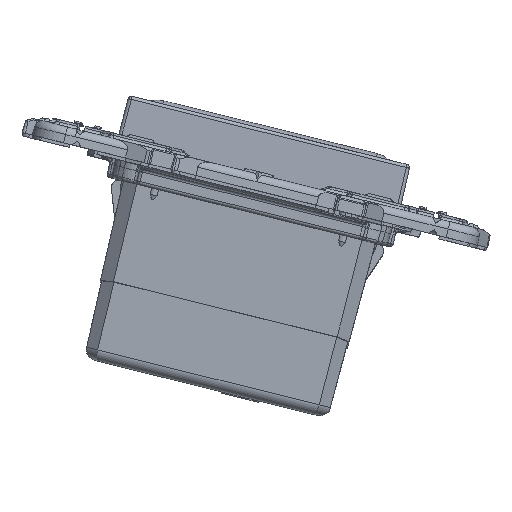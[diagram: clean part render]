
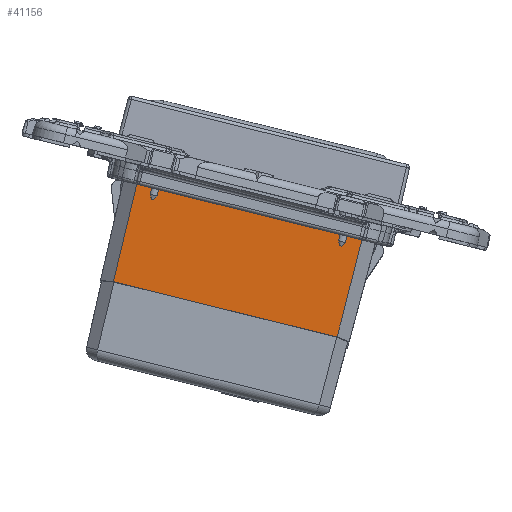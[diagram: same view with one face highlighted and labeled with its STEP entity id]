
A CAD part, left-side view. The second image highlights one B-rep face of the part: STEP entity #41156.
In plain terms, the highlighted face is planar.
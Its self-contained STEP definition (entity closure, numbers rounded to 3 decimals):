
#41125=AXIS2_PLACEMENT_3D('Plane Axis2P3D',#41122,#41123,#41124) ;
#32358=CARTESIAN_POINT('Control Point',(14.445,20.054,-5.5)) ;
#32359=CARTESIAN_POINT('Control Point',(14.526,20.051,-5.67)) ;
#32360=CARTESIAN_POINT('Control Point',(14.59,20.049,-5.792)) ;
#32361=CARTESIAN_POINT('Control Point',(14.644,20.047,-5.887)) ;
#32362=CARTESIAN_POINT('Control Point',(14.757,20.044,-6.06)) ;
#32363=CARTESIAN_POINT('Control Point',(14.846,20.043,-6.151)) ;
#32364=CARTESIAN_POINT('Control Point',(14.892,20.042,-6.185)) ;
#32365=CARTESIAN_POINT('Control Point',(14.981,20.041,-6.223)) ;
#32366=CARTESIAN_POINT('Control Point',(15.069,20.042,-6.204)) ;
#32367=CARTESIAN_POINT('Control Point',(15.114,20.042,-6.181)) ;
#32368=CARTESIAN_POINT('Control Point',(15.206,20.043,-6.106)) ;
#32369=CARTESIAN_POINT('Control Point',(15.32,20.046,-5.947)) ;
#32370=CARTESIAN_POINT('Control Point',(15.383,20.048,-5.844)) ;
#32371=CARTESIAN_POINT('Control Point',(15.456,20.05,-5.708)) ;
#32372=CARTESIAN_POINT('Control Point',(15.555,20.054,-5.5)) ;
#32373=CARTESIAN_POINT('Vertex',(14.445,20.054,-5.5)) ;
#32375=CARTESIAN_POINT('Vertex',(15.555,20.054,-5.5)) ;
#32394=CARTESIAN_POINT('Control Point',(14.537,20.14,-0.59)) ;
#32395=CARTESIAN_POINT('Control Point',(14.5,20.111,-2.226)) ;
#32396=CARTESIAN_POINT('Control Point',(14.471,20.083,-3.863)) ;
#32397=CARTESIAN_POINT('Control Point',(14.445,20.054,-5.5)) ;
#32398=CARTESIAN_POINT('Vertex',(14.537,20.14,-0.59)) ;
#32417=CARTESIAN_POINT('Vertex',(15.463,20.14,-0.59)) ;
#32421=CARTESIAN_POINT('Control Point',(15.463,20.14,-0.59)) ;
#32422=CARTESIAN_POINT('Control Point',(15.5,20.111,-2.226)) ;
#32423=CARTESIAN_POINT('Control Point',(15.529,20.083,-3.863)) ;
#32424=CARTESIAN_POINT('Control Point',(15.555,20.054,-5.5)) ;
#32439=CARTESIAN_POINT('Control Point',(-15.555,20.054,-5.5)) ;
#32440=CARTESIAN_POINT('Control Point',(-15.474,20.051,-5.67)) ;
#32441=CARTESIAN_POINT('Control Point',(-15.41,20.049,-5.792)) ;
#32442=CARTESIAN_POINT('Control Point',(-15.356,20.047,-5.887)) ;
#32443=CARTESIAN_POINT('Control Point',(-15.243,20.044,-6.06)) ;
#32444=CARTESIAN_POINT('Control Point',(-15.154,20.043,-6.151)) ;
#32445=CARTESIAN_POINT('Control Point',(-15.108,20.042,-6.185)) ;
#32446=CARTESIAN_POINT('Control Point',(-15.019,20.041,-6.223)) ;
#32447=CARTESIAN_POINT('Control Point',(-14.931,20.042,-6.204)) ;
#32448=CARTESIAN_POINT('Control Point',(-14.886,20.042,-6.181)) ;
#32449=CARTESIAN_POINT('Control Point',(-14.794,20.043,-6.106)) ;
#32450=CARTESIAN_POINT('Control Point',(-14.68,20.046,-5.947)) ;
#32451=CARTESIAN_POINT('Control Point',(-14.617,20.048,-5.844)) ;
#32452=CARTESIAN_POINT('Control Point',(-14.544,20.05,-5.708)) ;
#32453=CARTESIAN_POINT('Control Point',(-14.445,20.054,-5.5)) ;
#32454=CARTESIAN_POINT('Vertex',(-15.555,20.054,-5.5)) ;
#32456=CARTESIAN_POINT('Vertex',(-14.445,20.054,-5.5)) ;
#32475=CARTESIAN_POINT('Control Point',(-15.463,20.14,-0.59)) ;
#32476=CARTESIAN_POINT('Control Point',(-15.5,20.111,-2.226)) ;
#32477=CARTESIAN_POINT('Control Point',(-15.529,20.083,-3.863)) ;
#32478=CARTESIAN_POINT('Control Point',(-15.555,20.054,-5.5)) ;
#32479=CARTESIAN_POINT('Vertex',(-15.463,20.14,-0.59)) ;
#32498=CARTESIAN_POINT('Vertex',(-14.537,20.14,-0.59)) ;
#32502=CARTESIAN_POINT('Control Point',(-14.537,20.14,-0.59)) ;
#32503=CARTESIAN_POINT('Control Point',(-14.5,20.111,-2.226)) ;
#32504=CARTESIAN_POINT('Control Point',(-14.471,20.083,-3.863)) ;
#32505=CARTESIAN_POINT('Control Point',(-14.445,20.054,-5.5)) ;
#34794=CARTESIAN_POINT('Vertex',(-17.813,19.801,-20.)) ;
#34797=CARTESIAN_POINT('Line Origine',(20.15,19.801,-20.)) ;
#34801=CARTESIAN_POINT('Vertex',(17.813,19.801,-20.)) ;
#35102=CARTESIAN_POINT('Control Point',(17.954,20.14,-0.59)) ;
#35103=CARTESIAN_POINT('Control Point',(17.813,19.801,-20.)) ;
#35104=CARTESIAN_POINT('Vertex',(17.954,20.14,-0.59)) ;
#41108=CARTESIAN_POINT('Vertex',(-17.954,20.14,-0.59)) ;
#41112=CARTESIAN_POINT('Control Point',(-17.954,20.14,-0.59)) ;
#41113=CARTESIAN_POINT('Control Point',(-17.813,19.801,-20.)) ;
#41122=CARTESIAN_POINT('Axis2P3D Location',(0.,20.15,0.)) ;
#41127=CARTESIAN_POINT('Line Origine',(0.,20.14,-0.59)) ;
#41132=CARTESIAN_POINT('Line Origine',(0.,20.14,-0.59)) ;
#41137=CARTESIAN_POINT('Line Origine',(0.,20.14,-0.59)) ;
#34798=DIRECTION('Vector Direction',(1.,0.,0.)) ;
#41123=DIRECTION('Axis2P3D Direction',(0.,-1.,0.017)) ;
#41124=DIRECTION('Axis2P3D XDirection',(1.,0.,0.)) ;
#41128=DIRECTION('Vector Direction',(1.,0.,0.)) ;
#41133=DIRECTION('Vector Direction',(1.,0.,0.)) ;
#41138=DIRECTION('Vector Direction',(1.,0.,0.)) ;
#34799=VECTOR('Line Direction',#34798,1.) ;
#41129=VECTOR('Line Direction',#41128,1.) ;
#41134=VECTOR('Line Direction',#41133,1.) ;
#41139=VECTOR('Line Direction',#41138,1.) ;
#41143=ORIENTED_EDGE('',*,*,#32400,.T.) ;
#41144=ORIENTED_EDGE('',*,*,#32377,.T.) ;
#41145=ORIENTED_EDGE('',*,*,#32425,.F.) ;
#41146=ORIENTED_EDGE('',*,*,#41131,.T.) ;
#41147=ORIENTED_EDGE('',*,*,#35106,.T.) ;
#41148=ORIENTED_EDGE('',*,*,#34803,.F.) ;
#41149=ORIENTED_EDGE('',*,*,#41114,.F.) ;
#41150=ORIENTED_EDGE('',*,*,#41136,.T.) ;
#41151=ORIENTED_EDGE('',*,*,#32481,.T.) ;
#41152=ORIENTED_EDGE('',*,*,#32458,.T.) ;
#41153=ORIENTED_EDGE('',*,*,#32506,.F.) ;
#41154=ORIENTED_EDGE('',*,*,#41141,.T.) ;
#41156=ADVANCED_FACE('volume 2 modules',(#41155),#41126,.F.) ;
#32357=B_SPLINE_CURVE_WITH_KNOTS('',5,(#32358,#32359,#32360,#32361,#32362,#32363,#32364,#32365,#32366,#32367,#32368,#32369,#32370,#32371,#32372),.UNSPECIFIED.,.F.,.U.,(6,3,3,3,6),(0.,34.812,79.672,124.515,167.074),.UNSPECIFIED.) ;
#32393=B_SPLINE_CURVE_WITH_KNOTS('',3,(#32394,#32395,#32396,#32397),.UNSPECIFIED.,.F.,.U.,(4,4),(0.,6.947),.UNSPECIFIED.) ;
#32420=B_SPLINE_CURVE_WITH_KNOTS('',3,(#32421,#32422,#32423,#32424),.UNSPECIFIED.,.F.,.U.,(4,4),(0.,6.947),.UNSPECIFIED.) ;
#32438=B_SPLINE_CURVE_WITH_KNOTS('',5,(#32439,#32440,#32441,#32442,#32443,#32444,#32445,#32446,#32447,#32448,#32449,#32450,#32451,#32452,#32453),.UNSPECIFIED.,.F.,.U.,(6,3,3,3,6),(0.,34.812,79.672,124.515,167.074),.UNSPECIFIED.) ;
#32474=B_SPLINE_CURVE_WITH_KNOTS('',3,(#32475,#32476,#32477,#32478),.UNSPECIFIED.,.F.,.U.,(4,4),(0.,6.947),.UNSPECIFIED.) ;
#32501=B_SPLINE_CURVE_WITH_KNOTS('',3,(#32502,#32503,#32504,#32505),.UNSPECIFIED.,.F.,.U.,(4,4),(0.,6.947),.UNSPECIFIED.) ;
#35101=B_SPLINE_CURVE_WITH_KNOTS('',1,(#35102,#35103),.UNSPECIFIED.,.F.,.U.,(2,2),(-15.663,3.751),.UNSPECIFIED.) ;
#41111=B_SPLINE_CURVE_WITH_KNOTS('',1,(#41112,#41113),.UNSPECIFIED.,.F.,.U.,(2,2),(-15.663,3.751),.UNSPECIFIED.) ;
#32377=EDGE_CURVE('',#32374,#32376,#32357,.T.) ;
#32400=EDGE_CURVE('',#32399,#32374,#32393,.T.) ;
#32425=EDGE_CURVE('',#32418,#32376,#32420,.T.) ;
#32458=EDGE_CURVE('',#32455,#32457,#32438,.T.) ;
#32481=EDGE_CURVE('',#32480,#32455,#32474,.T.) ;
#32506=EDGE_CURVE('',#32499,#32457,#32501,.T.) ;
#34803=EDGE_CURVE('',#34795,#34802,#34800,.T.) ;
#35106=EDGE_CURVE('',#35105,#34802,#35101,.T.) ;
#41114=EDGE_CURVE('',#41109,#34795,#41111,.T.) ;
#41131=EDGE_CURVE('',#32418,#35105,#41130,.T.) ;
#41136=EDGE_CURVE('',#41109,#32480,#41135,.T.) ;
#41141=EDGE_CURVE('',#32499,#32399,#41140,.T.) ;
#41142=EDGE_LOOP('',(#41143,#41144,#41145,#41146,#41147,#41148,#41149,#41150,#41151,#41152,#41153,#41154)) ;
#41155=FACE_OUTER_BOUND('',#41142,.T.) ;
#34800=LINE('Line',#34797,#34799) ;
#41130=LINE('Line',#41127,#41129) ;
#41135=LINE('Line',#41132,#41134) ;
#41140=LINE('Line',#41137,#41139) ;
#41126=PLANE('',#41125) ;
#32374=VERTEX_POINT('',#32373) ;
#32376=VERTEX_POINT('',#32375) ;
#32399=VERTEX_POINT('',#32398) ;
#32418=VERTEX_POINT('',#32417) ;
#32455=VERTEX_POINT('',#32454) ;
#32457=VERTEX_POINT('',#32456) ;
#32480=VERTEX_POINT('',#32479) ;
#32499=VERTEX_POINT('',#32498) ;
#34795=VERTEX_POINT('',#34794) ;
#34802=VERTEX_POINT('',#34801) ;
#35105=VERTEX_POINT('',#35104) ;
#41109=VERTEX_POINT('',#41108) ;
